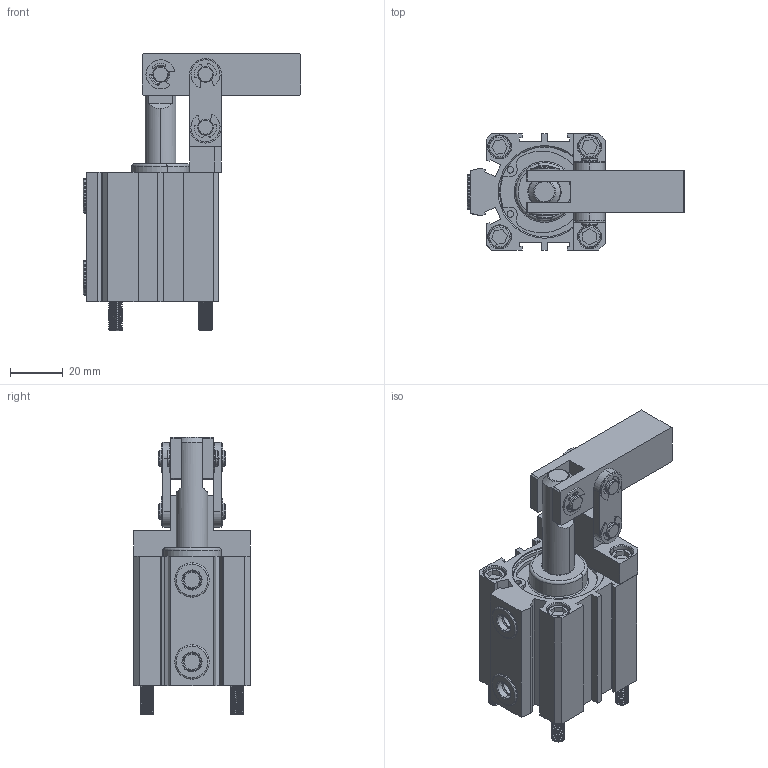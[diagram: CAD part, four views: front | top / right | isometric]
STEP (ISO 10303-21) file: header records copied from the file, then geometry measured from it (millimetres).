
FILE_DESCRIPTION (( 'STEP AP214' ), '1' );
FILE_NAME ('CALC-32話裝宒諾揤詰.STEP', '2019-04-14T06:14:42', ( '' ), ( '' ), 'SwSTEP 2.0', 'SolidWorks 2016', '' );
FILE_SCHEMA (( 'AUTOMOTIVE_DESIGN' ));
Length unit declared in the file: millimetre
Products named in the file (15): 裝縐3211; CALC-32話裝宒諾揤詰; 掛极; ヶ裔_1; 錨璃133; ms321蹟1; 蟀裝盓傅釱; 活塞杆; 1-8黑芛MS32; 揤旋; 縐銅; 蟀裝; 酗种; 綴裔_1; 傻种
Assembly tree (25 placements, depth 2):
  CALC-32話裝宒諾揤詰
    裝縐3211  x2
    傻种
    綴裔_1
    酗种  x2
    蟀裝  x2
    縐銅  x6
    揤旋
    1-8黑芛MS32  x2
    活塞杆
    蟀裝盓傅釱
    ms321蹟1  x2
    錨璃133  x2
    ヶ裔_1
    掛极
Bounding box: 82.2 x 44 x 105 mm (x, y, z)
Volume: 84869.8 mm3; surface area: 53608.1 mm2
Topology: 25 solids, 25 shells, 1006 faces, 2629 edges, 1715 vertices
Faces by surface type: cylinder 583, plane 259, bspline 75, cone 69, torus 20
Entity records: 34507 total; most frequent: CARTESIAN_POINT 19599, ORIENTED_EDGE 3214, DIRECTION 2805, EDGE_CURVE 1607, VERTEX_POINT 1041, AXIS2_PLACEMENT_3D 1039, VECTOR 727, LINE 727
